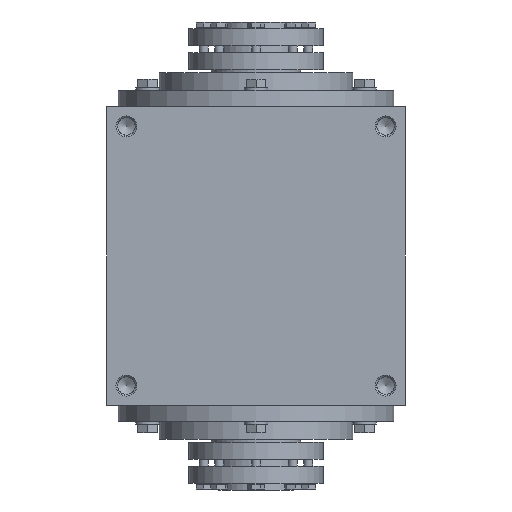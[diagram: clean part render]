
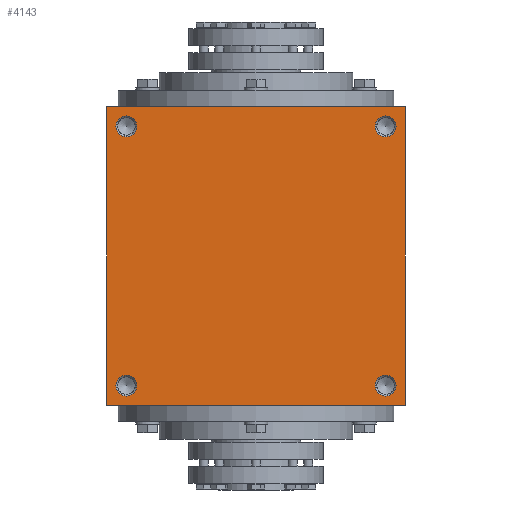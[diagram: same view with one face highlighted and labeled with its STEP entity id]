
A CAD part, left-side view. The second image highlights one B-rep face of the part: STEP entity #4143.
In plain terms, the highlighted face is planar.
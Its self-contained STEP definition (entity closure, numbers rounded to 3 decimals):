
#644=CIRCLE('',#5572,7.);
#645=CIRCLE('',#5573,7.);
#646=CIRCLE('',#5574,7.);
#647=CIRCLE('',#5575,7.);
#1494=ORIENTED_EDGE('',*,*,#2157,.F.);
#1495=ORIENTED_EDGE('',*,*,#2158,.T.);
#1496=ORIENTED_EDGE('',*,*,#2159,.F.);
#1497=ORIENTED_EDGE('',*,*,#2160,.T.);
#1498=ORIENTED_EDGE('',*,*,#2132,.F.);
#1499=ORIENTED_EDGE('',*,*,#2155,.F.);
#1500=ORIENTED_EDGE('',*,*,#2148,.F.);
#1501=ORIENTED_EDGE('',*,*,#2140,.F.);
#2132=EDGE_CURVE('',#2512,#2513,#2735,.T.);
#2140=EDGE_CURVE('',#2513,#2520,#2739,.T.);
#2148=EDGE_CURVE('',#2520,#2527,#2742,.T.);
#2155=EDGE_CURVE('',#2527,#2512,#2745,.T.);
#2157=EDGE_CURVE('',#2533,#2533,#644,.T.);
#2158=EDGE_CURVE('',#2534,#2534,#645,.T.);
#2159=EDGE_CURVE('',#2535,#2535,#646,.T.);
#2160=EDGE_CURVE('',#2536,#2536,#647,.T.);
#2512=VERTEX_POINT('',#8281);
#2513=VERTEX_POINT('',#8282);
#2520=VERTEX_POINT('',#8298);
#2527=VERTEX_POINT('',#8314);
#2533=VERTEX_POINT('',#8331);
#2534=VERTEX_POINT('',#8333);
#2535=VERTEX_POINT('',#8335);
#2536=VERTEX_POINT('',#8337);
#2735=LINE('',#8280,#2863);
#2739=LINE('',#8297,#2867);
#2742=LINE('',#8313,#2870);
#2745=LINE('',#8327,#2873);
#2863=VECTOR('',#6647,1000.);
#2867=VECTOR('',#6661,1000.);
#2870=VECTOR('',#6676,1000.);
#2873=VECTOR('',#6689,1000.);
#3167=EDGE_LOOP('',(#1494));
#3168=EDGE_LOOP('',(#1495));
#3169=EDGE_LOOP('',(#1496));
#3170=EDGE_LOOP('',(#1497));
#3171=EDGE_LOOP('',(#1498,#1499,#1500,#1501));
#3644=FACE_BOUND('',#3167,.T.);
#3645=FACE_BOUND('',#3168,.T.);
#3646=FACE_BOUND('',#3169,.T.);
#3647=FACE_BOUND('',#3170,.T.);
#3648=FACE_BOUND('',#3171,.T.);
#3939=PLANE('',#5571);
#4143=ADVANCED_FACE('',(#3644,#3645,#3646,#3647,#3648),#3939,.F.);
#5571=AXIS2_PLACEMENT_3D('',#8329,#6691,#6692);
#5572=AXIS2_PLACEMENT_3D('',#8330,#6693,#6694);
#5573=AXIS2_PLACEMENT_3D('',#8332,#6695,#6696);
#5574=AXIS2_PLACEMENT_3D('',#8334,#6697,#6698);
#5575=AXIS2_PLACEMENT_3D('',#8336,#6699,#6700);
#6647=DIRECTION('',(0.,-1.,0.));
#6661=DIRECTION('',(1.,0.,0.));
#6676=DIRECTION('',(0.,1.,0.));
#6689=DIRECTION('',(-1.,0.,0.));
#6691=DIRECTION('',(0.,0.,1.));
#6692=DIRECTION('',(1.,0.,0.));
#6693=DIRECTION('',(0.,0.,-1.));
#6694=DIRECTION('',(-1.,0.,0.));
#6695=DIRECTION('',(0.,0.,1.));
#6696=DIRECTION('',(1.,0.,0.));
#6697=DIRECTION('',(0.,0.,-1.));
#6698=DIRECTION('',(-1.,0.,0.));
#6699=DIRECTION('',(0.,0.,1.));
#6700=DIRECTION('',(1.,0.,0.));
#8280=CARTESIAN_POINT('',(-100.,100.,-100.));
#8281=CARTESIAN_POINT('',(-100.,100.,-100.));
#8282=CARTESIAN_POINT('',(-100.,-100.,-100.));
#8297=CARTESIAN_POINT('',(-100.,-100.,-100.));
#8298=CARTESIAN_POINT('',(100.,-100.,-100.));
#8313=CARTESIAN_POINT('',(100.,-100.,-100.));
#8314=CARTESIAN_POINT('',(100.,100.,-100.));
#8327=CARTESIAN_POINT('',(100.,100.,-100.));
#8329=CARTESIAN_POINT('',(0.,0.,-100.));
#8330=CARTESIAN_POINT('',(-87.,87.,-100.));
#8331=CARTESIAN_POINT('',(-94.,87.,-100.));
#8332=CARTESIAN_POINT('',(87.,87.,-100.));
#8333=CARTESIAN_POINT('',(94.,87.,-100.));
#8334=CARTESIAN_POINT('',(-87.,-87.,-100.));
#8335=CARTESIAN_POINT('',(-94.,-87.,-100.));
#8336=CARTESIAN_POINT('',(87.,-87.,-100.));
#8337=CARTESIAN_POINT('',(94.,-87.,-100.));
